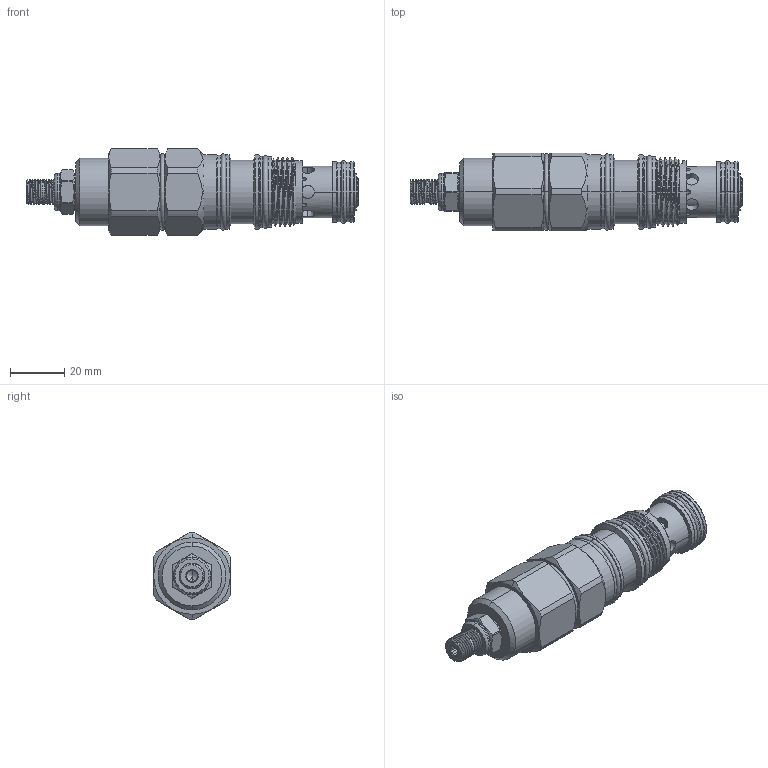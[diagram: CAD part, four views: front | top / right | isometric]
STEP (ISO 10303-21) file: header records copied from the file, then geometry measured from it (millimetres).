
FILE_DESCRIPTION (( 'STEP AP203' ), '1' );
FILE_NAME ('SC2A20-L.STEP', '2020-03-25T03:14:02', ( '' ), ( '' ), 'SwSTEP 2.0', 'SolidWorks 2018', '' );
FILE_SCHEMA (( 'CONFIG_CONTROL_DESIGN' ));
Length unit declared in the file: millimetre
Products named in the file (1): SC2A20-L
Bounding box: 122.27 x 28.57 x 31.8 mm (x, y, z)
Volume: 54561.8 mm3; surface area: 16657.8 mm2
Topology: 6 solids, 7 shells, 404 faces, 985 edges, 612 vertices
Faces by surface type: cylinder 190, cone 81, plane 79, torus 46, bspline 6, sphere 2
Entity records: 17496 total; most frequent: CARTESIAN_POINT 8257, ORIENTED_EDGE 1962, DIRECTION 1917, EDGE_CURVE 981, AXIS2_PLACEMENT_3D 813, VERTEX_POINT 611, EDGE_LOOP 440, CIRCLE 414
